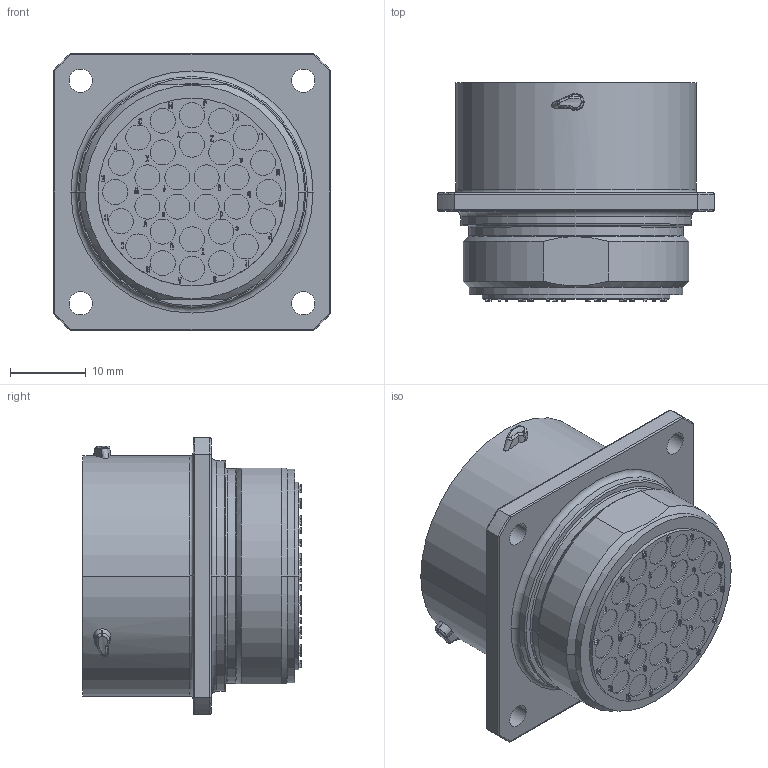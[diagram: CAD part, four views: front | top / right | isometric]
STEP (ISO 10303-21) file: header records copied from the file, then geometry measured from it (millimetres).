
FILE_DESCRIPTION((''),'2;1');
FILE_NAME('UT002030SH','2014-02-17T',('plandais'),('SOURIAU'),'PRO/ENGINEER BY PARAMETRIC TECHNOLOGY CORPORATION, 2010140','PRO/ENGINEER BY PARAMETRIC TECHNOLOGY CORPORATION, 2010140','');
FILE_SCHEMA(('CONFIG_CONTROL_DESIGN'));
Products named in the file (1): UT002030SH
Bounding box: 36.52 x 28.83 x 36.52 mm (x, y, z)
Volume: 20072.8 mm3; surface area: 7030.3 mm2
Topology: 1 solids, 1 shells, 2171 faces, 5960 edges, 3950 vertices
Faces by surface type: plane 1897, cylinder 180, bspline 47, torus 21, extrusion 14, cone 7, sphere 5
Entity records: 71506 total; most frequent: CARTESIAN_POINT 16236, ORIENTED_EDGE 11920, DIRECTION 10483, EDGE_CURVE 5960, VECTOR 5425, LINE 5411, VERTEX_POINT 3950, AXIS2_PLACEMENT_3D 2529
